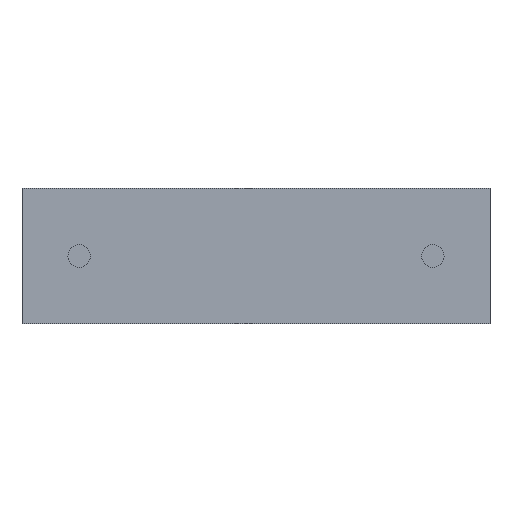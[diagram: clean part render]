
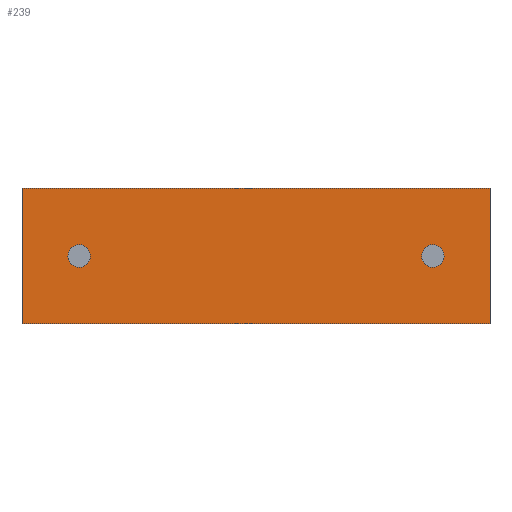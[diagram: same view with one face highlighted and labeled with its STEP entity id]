
A CAD part, front view. The second image highlights one B-rep face of the part: STEP entity #239.
In plain terms, the highlighted planar face has unit normal (0, -1, 0).
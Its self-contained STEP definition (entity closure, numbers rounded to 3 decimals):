
#52 = EDGE_CURVE ( 'NONE', #2296, #2069, #2061, .T. ) ;
#104 = CARTESIAN_POINT ( 'NONE',  ( 1.65, 0., 1.95 ) ) ;
#134 = DIRECTION ( 'NONE',  ( 0., 1., 0. ) ) ;
#220 = EDGE_LOOP ( 'NONE', ( #2458, #243, #287, #1969 ) ) ;
#239 = ADVANCED_FACE ( 'NONE', ( #1100, #1857, #2264 ), #944, .F. ) ;
#243 = ORIENTED_EDGE ( 'NONE', *, *, #986, .F. ) ;
#277 = DIRECTION ( 'NONE',  ( 0., -1., 0. ) ) ;
#287 = ORIENTED_EDGE ( 'NONE', *, *, #1896, .F. ) ;
#300 = ORIENTED_EDGE ( 'NONE', *, *, #52, .T. ) ;
#339 = DIRECTION ( 'NONE',  ( 0., 0., -1. ) ) ;
#351 = CARTESIAN_POINT ( 'NONE',  ( 0., 0., 0. ) ) ;
#398 = VERTEX_POINT ( 'NONE', #1773 ) ;
#414 = VECTOR ( 'NONE', #1629, 1000. ) ;
#470 = CARTESIAN_POINT ( 'NONE',  ( 1.65, 0., 2.275 ) ) ;
#497 = VERTEX_POINT ( 'NONE', #1271 ) ;
#514 = DIRECTION ( 'NONE',  ( 0., 0., -1. ) ) ;
#534 = CARTESIAN_POINT ( 'NONE',  ( 11.85, 0., 1.95 ) ) ;
#549 = VERTEX_POINT ( 'NONE', #895 ) ;
#578 = ORIENTED_EDGE ( 'NONE', *, *, #1590, .F. ) ;
#580 = DIRECTION ( 'NONE',  ( 1., 0., 0. ) ) ;
#597 = EDGE_CURVE ( 'NONE', #1619, #497, #1944, .T. ) ;
#659 = CARTESIAN_POINT ( 'NONE',  ( 0., 0., 0. ) ) ;
#757 = DIRECTION ( 'NONE',  ( 0., 0., -1. ) ) ;
#798 = CIRCLE ( 'NONE', #1921, 0.325 ) ;
#895 = CARTESIAN_POINT ( 'NONE',  ( 13.5, 0., 3.9 ) ) ;
#944 = PLANE ( 'NONE',  #1409 ) ;
#986 = EDGE_CURVE ( 'NONE', #549, #398, #2257, .T. ) ;
#1026 = DIRECTION ( 'NONE',  ( 0., 0., 1. ) ) ;
#1091 = DIRECTION ( 'NONE',  ( 0., 0., 1. ) ) ;
#1100 = FACE_BOUND ( 'NONE', #1696, .T. ) ;
#1119 = VERTEX_POINT ( 'NONE', #1253 ) ;
#1245 = CIRCLE ( 'NONE', #1606, 0.325 ) ;
#1253 = CARTESIAN_POINT ( 'NONE',  ( 0., 0., 3.9 ) ) ;
#1271 = CARTESIAN_POINT ( 'NONE',  ( 1.65, 0., 1.625 ) ) ;
#1320 = EDGE_CURVE ( 'NONE', #2069, #2296, #1245, .T. ) ;
#1341 = VECTOR ( 'NONE', #1820, 1000. ) ;
#1409 = AXIS2_PLACEMENT_3D ( 'NONE', #1910, #2300, #2102 ) ;
#1449 = ORIENTED_EDGE ( 'NONE', *, *, #597, .F. ) ;
#1489 = DIRECTION ( 'NONE',  ( 0., -1., 0. ) ) ;
#1590 = EDGE_CURVE ( 'NONE', #497, #1619, #798, .T. ) ;
#1606 = AXIS2_PLACEMENT_3D ( 'NONE', #1923, #2281, #757 ) ;
#1613 = EDGE_CURVE ( 'NONE', #2460, #398, #2444, .T. ) ;
#1619 = VERTEX_POINT ( 'NONE', #470 ) ;
#1629 = DIRECTION ( 'NONE',  ( 1., 0., 0. ) ) ;
#1688 = EDGE_LOOP ( 'NONE', ( #1449, #578 ) ) ;
#1696 = EDGE_LOOP ( 'NONE', ( #2331, #300 ) ) ;
#1730 = VECTOR ( 'NONE', #580, 1000. ) ;
#1773 = CARTESIAN_POINT ( 'NONE',  ( 13.5, 0., 0. ) ) ;
#1820 = DIRECTION ( 'NONE',  ( 0., 0., -1. ) ) ;
#1850 = CARTESIAN_POINT ( 'NONE',  ( 0., 0., 3.9 ) ) ;
#1857 = FACE_OUTER_BOUND ( 'NONE', #220, .T. ) ;
#1861 = CARTESIAN_POINT ( 'NONE',  ( 1.65, 0., 1.95 ) ) ;
#1896 = EDGE_CURVE ( 'NONE', #1119, #549, #2224, .T. ) ;
#1910 = CARTESIAN_POINT ( 'NONE',  ( 0., 0., 3.9 ) ) ;
#1921 = AXIS2_PLACEMENT_3D ( 'NONE', #104, #277, #1026 ) ;
#1923 = CARTESIAN_POINT ( 'NONE',  ( 11.85, 0., 1.95 ) ) ;
#1944 = CIRCLE ( 'NONE', #2213, 0.325 ) ;
#1969 = ORIENTED_EDGE ( 'NONE', *, *, #2454, .T. ) ;
#2014 = AXIS2_PLACEMENT_3D ( 'NONE', #534, #134, #514 ) ;
#2017 = CARTESIAN_POINT ( 'NONE',  ( 11.85, 0., 1.625 ) ) ;
#2061 = CIRCLE ( 'NONE', #2014, 0.325 ) ;
#2069 = VERTEX_POINT ( 'NONE', #2371 ) ;
#2102 = DIRECTION ( 'NONE',  ( 0., 0., 1. ) ) ;
#2133 = LINE ( 'NONE', #1850, #2365 ) ;
#2164 = CARTESIAN_POINT ( 'NONE',  ( 13.5, 0., 3.9 ) ) ;
#2213 = AXIS2_PLACEMENT_3D ( 'NONE', #1861, #1489, #1091 ) ;
#2224 = LINE ( 'NONE', #2326, #1730 ) ;
#2257 = LINE ( 'NONE', #2164, #1341 ) ;
#2264 = FACE_BOUND ( 'NONE', #1688, .T. ) ;
#2281 = DIRECTION ( 'NONE',  ( 0., 1., 0. ) ) ;
#2296 = VERTEX_POINT ( 'NONE', #2017 ) ;
#2300 = DIRECTION ( 'NONE',  ( 0., 1., 0. ) ) ;
#2326 = CARTESIAN_POINT ( 'NONE',  ( 0., 0., 3.9 ) ) ;
#2331 = ORIENTED_EDGE ( 'NONE', *, *, #1320, .T. ) ;
#2365 = VECTOR ( 'NONE', #339, 1000. ) ;
#2371 = CARTESIAN_POINT ( 'NONE',  ( 11.85, 0., 2.275 ) ) ;
#2444 = LINE ( 'NONE', #659, #414 ) ;
#2454 = EDGE_CURVE ( 'NONE', #1119, #2460, #2133, .T. ) ;
#2458 = ORIENTED_EDGE ( 'NONE', *, *, #1613, .T. ) ;
#2460 = VERTEX_POINT ( 'NONE', #351 ) ;
